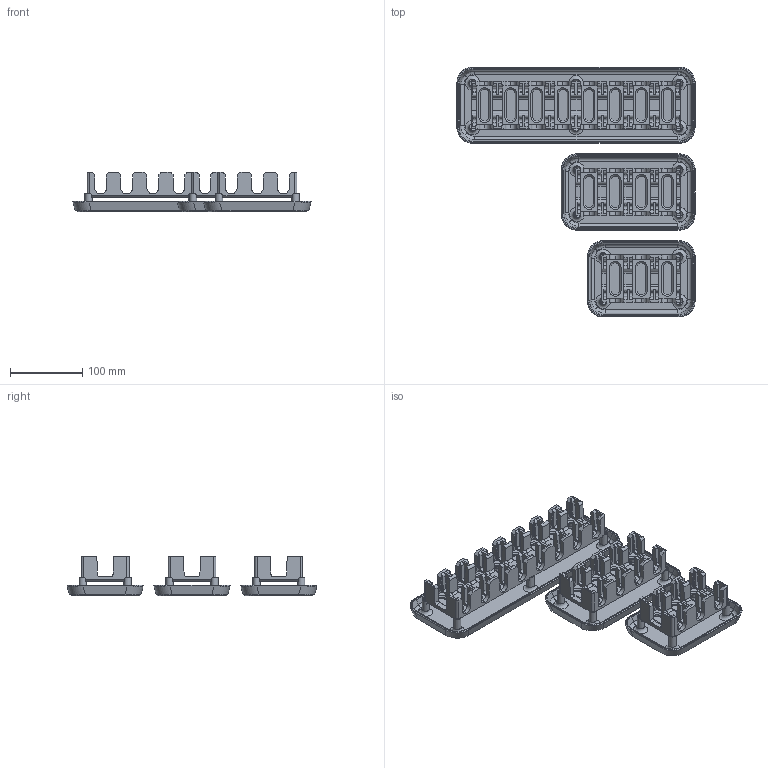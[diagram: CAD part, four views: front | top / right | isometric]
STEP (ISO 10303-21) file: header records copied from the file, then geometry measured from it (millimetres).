
FILE_DESCRIPTION(('HOOPS Exchange Step'),'2;1');
FILE_NAME('temp_export','2026-01-20T20:03:51+19:00',('hnzxdv'),('Shapr3D Limited'),'HOOPS Exchange 2025.7','Shapr3D','Authorized');
FILE_SCHEMA( ('AP242_MANAGED_MODEL_BASED_3D_ENGINEERING_MIM_LF {1 0 10303 442 1 1 4}') );
Length unit declared in the file: millimetre
Products named in the file (1): root
Bounding box: 329.19 x 345.39 x 55 mm (x, y, z)
Volume: 662635.6 mm3; surface area: 340766.4 mm2
Topology: 6 solids, 6 shells, 1548 faces, 4173 edges, 2654 vertices
Faces by surface type: plane 827, cylinder 479, cone 144, bspline 84, torus 14
Full cylindrical faces by diameter (mm): 10 x14
Entity records: 58660 total; most frequent: CARTESIAN_POINT 19057, DIRECTION 8401, ORIENTED_EDGE 8346, EDGE_CURVE 4173, AXIS2_PLACEMENT_3D 2882, VERTEX_POINT 2654, VECTOR 2637, LINE 2637
